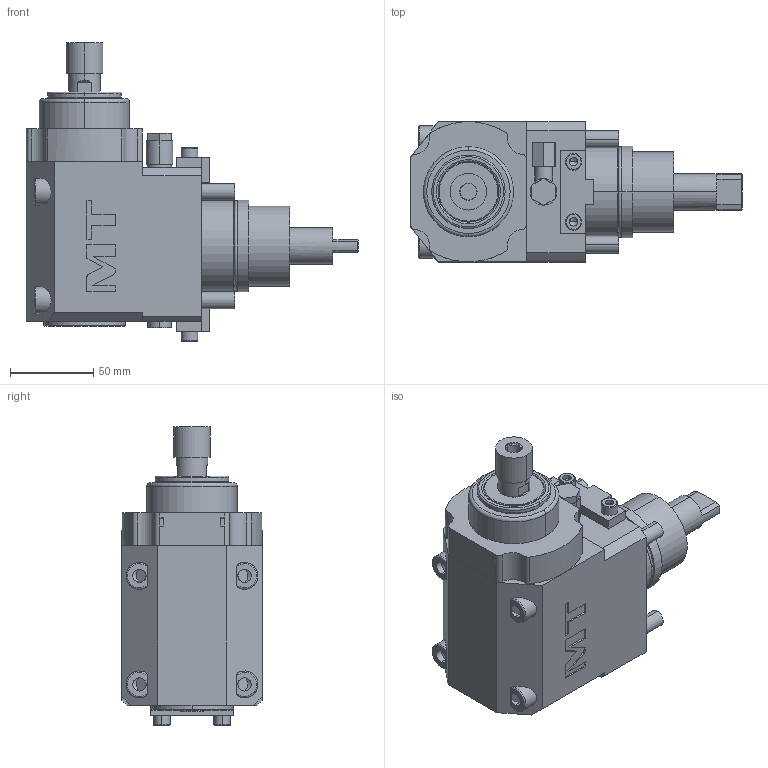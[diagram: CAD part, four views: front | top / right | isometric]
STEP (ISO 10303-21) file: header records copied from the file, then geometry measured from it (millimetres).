
FILE_DESCRIPTION((''),'2;1');
FILE_NAME('0460016_CONF','2024-12-09T11:35:03',('fpalella'),('M.T. srl'),'CREO PARAMETRIC BY PTC INC, 2023352','CREO PARAMETRIC BY PTC INC, 2023352','');
FILE_SCHEMA(('CONFIG_CONTROL_DESIGN'));
Length unit declared in the file: millimetre
Products named in the file (1): 0460016_CONF
Bounding box: 198.9 x 84 x 178.8 mm (x, y, z)
Volume: 1101460.4 mm3; surface area: 84757.1 mm2
Topology: 1 solids, 1 shells, 349 faces, 842 edges, 536 vertices
Faces by surface type: plane 177, cylinder 112, torus 32, cone 24, extrusion 4
Entity records: 10918 total; most frequent: CARTESIAN_POINT 2607, DIRECTION 1776, ORIENTED_EDGE 1668, EDGE_CURVE 834, AXIS2_PLACEMENT_3D 657, VERTEX_POINT 536, VECTOR 462, LINE 458
